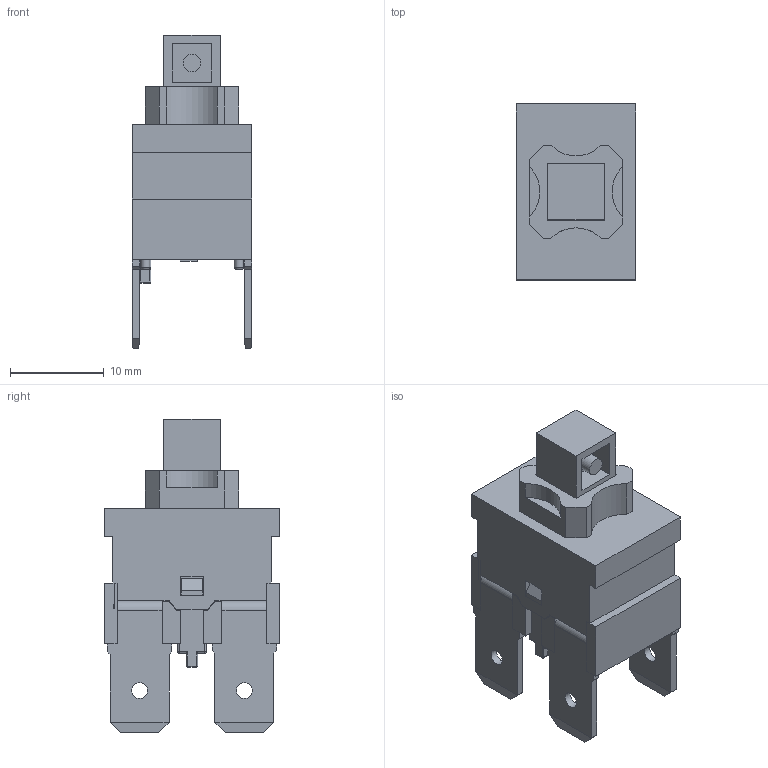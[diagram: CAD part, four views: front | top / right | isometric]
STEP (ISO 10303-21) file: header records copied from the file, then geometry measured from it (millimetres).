
FILE_DESCRIPTION(/* description */ (''),/* implementation_level */ '2;1');
FILE_NAME(/* name */ 'PA5F6EJ.stp',/* time_stamp */ '2025-05-28T08:39:30-05:00',/* author */ ('mroman'),/* organization */ (''),/* preprocessor_version */ 'ST-DEVELOPER v18.1',/* originating_system */ 'Autodesk Inventor 2022',/* authorisation */ '');
FILE_SCHEMA (('AUTOMOTIVE_DESIGN { 1 0 10303 214 3 1 1 }'));
Length unit declared in the file: centimetre
Products named in the file (1): PA5F6EJ
Bounding box: 12.8 x 18.8 x 33.5 mm (x, y, z)
Volume: 2285.7 mm3; surface area: 4700.5 mm2
Topology: 1 solids, 1 shells, 849 faces, 2391 edges, 1542 vertices
Faces by surface type: plane 632, bspline 117, cylinder 86, sphere 8, torus 6
Full cylindrical faces by diameter (mm): 0.95 x4, 1.7 x4, 1.9 x1, 2.5 x2, 3 x1
Entity records: 28486 total; most frequent: CARTESIAN_POINT 7126, ORIENTED_EDGE 4782, DIRECTION 3822, EDGE_CURVE 2391, LINE 1940, VECTOR 1940, VERTEX_POINT 1542, AXIS2_PLACEMENT_3D 941
